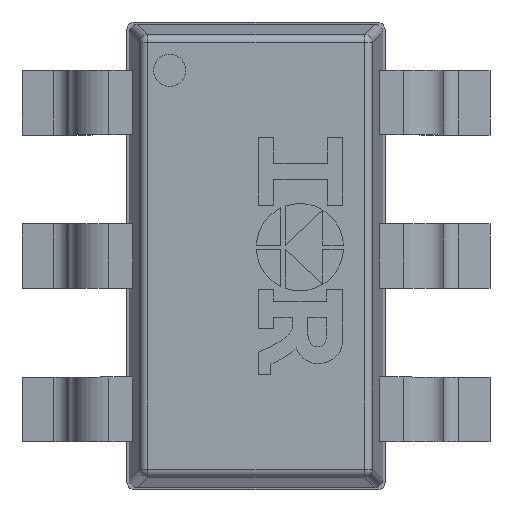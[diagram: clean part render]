
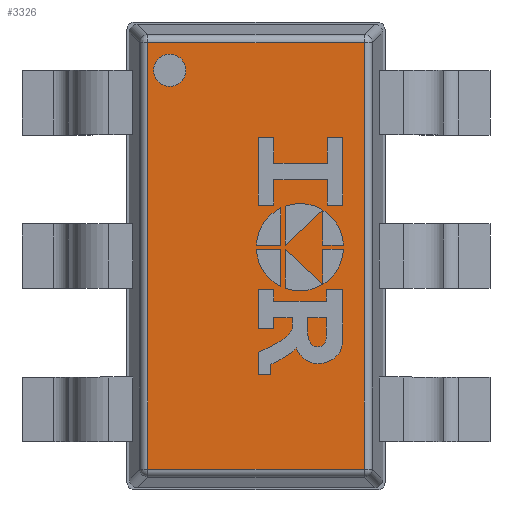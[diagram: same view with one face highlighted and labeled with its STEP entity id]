
A CAD part, top view. The second image highlights one B-rep face of the part: STEP entity #3326.
In plain terms, the highlighted planar face has unit normal (0, 0, 1).
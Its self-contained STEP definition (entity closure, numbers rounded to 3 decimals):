
#65=FACE_BOUND('',#501,.T.);
#130=PLANE('',#3604);
#300=FACE_OUTER_BOUND('',#500,.T.);
#500=EDGE_LOOP('',(#2694,#2695,#2696,#2697));
#501=EDGE_LOOP('',(#2698,#2699));
#764=LINE('',#5224,#1121);
#768=LINE('',#5240,#1125);
#770=LINE('',#5243,#1127);
#774=LINE('',#5252,#1131);
#1121=VECTOR('',#4233,1.);
#1125=VECTOR('',#4251,1.);
#1127=VECTOR('',#4255,1.);
#1131=VECTOR('',#4265,1.);
#1365=CIRCLE('',#3605,0.1);
#1366=CIRCLE('',#3606,0.1);
#1560=VERTEX_POINT('',#5192);
#1565=VERTEX_POINT('',#5205);
#1571=VERTEX_POINT('',#5220);
#1573=VERTEX_POINT('',#5228);
#1579=VERTEX_POINT('',#5262);
#1580=VERTEX_POINT('',#5263);
#1959=EDGE_CURVE('',#1560,#1571,#764,.T.);
#1967=EDGE_CURVE('',#1571,#1573,#768,.T.);
#1969=EDGE_CURVE('',#1573,#1565,#770,.T.);
#1974=EDGE_CURVE('',#1565,#1560,#774,.T.);
#1980=EDGE_CURVE('',#1579,#1580,#1365,.T.);
#1981=EDGE_CURVE('',#1580,#1579,#1366,.T.);
#2694=ORIENTED_EDGE('',*,*,#1959,.F.);
#2695=ORIENTED_EDGE('',*,*,#1974,.F.);
#2696=ORIENTED_EDGE('',*,*,#1969,.F.);
#2697=ORIENTED_EDGE('',*,*,#1967,.F.);
#2698=ORIENTED_EDGE('',*,*,#1980,.F.);
#2699=ORIENTED_EDGE('',*,*,#1981,.F.);
#3326=ADVANCED_FACE('',(#300,#65),#130,.T.);
#3604=AXIS2_PLACEMENT_3D('',#5261,#4277,#4278);
#3605=AXIS2_PLACEMENT_3D('',#5264,#4279,#4280);
#3606=AXIS2_PLACEMENT_3D('',#5265,#4281,#4282);
#4233=DIRECTION('',(-1.,0.,0.));
#4251=DIRECTION('',(0.,1.,0.));
#4255=DIRECTION('',(1.,0.,0.));
#4265=DIRECTION('',(0.,-1.,0.));
#4277=DIRECTION('center_axis',(0.,0.,1.));
#4278=DIRECTION('ref_axis',(0.,-1.,0.));
#4279=DIRECTION('center_axis',(0.,0.,1.));
#4280=DIRECTION('ref_axis',(0.,-1.,0.));
#4281=DIRECTION('center_axis',(0.,0.,1.));
#4282=DIRECTION('ref_axis',(0.,-1.,0.));
#5192=CARTESIAN_POINT('',(0.671,-1.321,1.2));
#5205=CARTESIAN_POINT('',(0.671,1.321,1.2));
#5220=CARTESIAN_POINT('',(-0.671,-1.321,1.2));
#5224=CARTESIAN_POINT('',(0.393,-1.321,1.2));
#5228=CARTESIAN_POINT('',(-0.671,1.321,1.2));
#5240=CARTESIAN_POINT('',(-0.671,0.718,1.2));
#5243=CARTESIAN_POINT('',(0.393,1.321,1.2));
#5252=CARTESIAN_POINT('',(0.671,0.718,1.2));
#5261=CARTESIAN_POINT('Origin',(0.,0.,
1.2));
#5262=CARTESIAN_POINT('',(-0.535,1.05,1.2));
#5263=CARTESIAN_POINT('',(-0.535,1.25,1.2));
#5264=CARTESIAN_POINT('Origin',(-0.535,1.15,1.2));
#5265=CARTESIAN_POINT('Origin',(-0.535,1.15,1.2));
